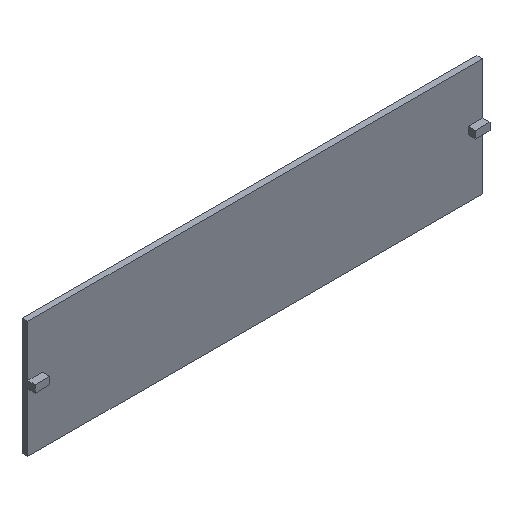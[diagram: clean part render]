
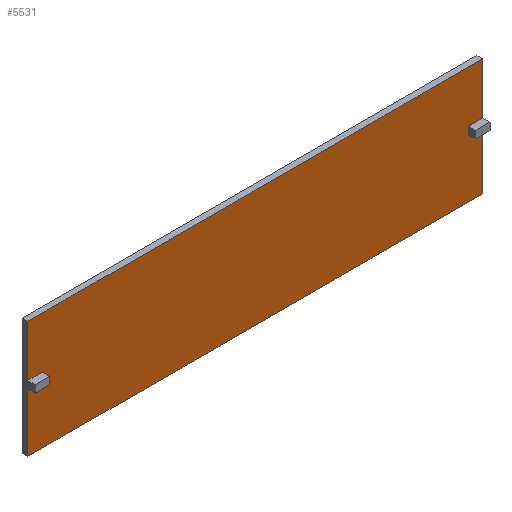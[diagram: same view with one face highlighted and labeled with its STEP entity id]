
A CAD part, isometric view. The second image highlights one B-rep face of the part: STEP entity #5531.
In plain terms, the highlighted planar face has unit normal (0, -1, 0).
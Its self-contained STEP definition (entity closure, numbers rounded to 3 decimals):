
#789=FACE_OUTER_BOUND('',#1101,.T.);
#1101=EDGE_LOOP('',(#5052,#5053,#5054,#5055,#5056,#5057,#5058,#5059,#5060,
#5061,#5062,#5063));
#1583=LINE('',#10098,#2087);
#1587=LINE('',#10106,#2091);
#1590=LINE('',#10112,#2094);
#1594=LINE('',#10120,#2098);
#1595=LINE('',#10122,#2099);
#1596=LINE('',#10124,#2100);
#1597=LINE('',#10126,#2101);
#1598=LINE('',#10128,#2102);
#1599=LINE('',#10130,#2103);
#1600=LINE('',#10132,#2104);
#1601=LINE('',#10134,#2105);
#1602=LINE('',#10135,#2106);
#2087=VECTOR('',#6418,10.);
#2091=VECTOR('',#6424,10.);
#2094=VECTOR('',#6429,10.);
#2098=VECTOR('',#6437,10.);
#2099=VECTOR('',#6438,10.);
#2100=VECTOR('',#6439,10.);
#2101=VECTOR('',#6440,10.);
#2102=VECTOR('',#6441,10.);
#2103=VECTOR('',#6442,10.);
#2104=VECTOR('',#6443,10.);
#2105=VECTOR('',#6444,10.);
#2106=VECTOR('',#6445,10.);
#2643=VERTEX_POINT('',#10096);
#2644=VERTEX_POINT('',#10097);
#2647=VERTEX_POINT('',#10105);
#2649=VERTEX_POINT('',#10111);
#2651=VERTEX_POINT('',#10119);
#2652=VERTEX_POINT('',#10121);
#2653=VERTEX_POINT('',#10123);
#2654=VERTEX_POINT('',#10125);
#2655=VERTEX_POINT('',#10127);
#2656=VERTEX_POINT('',#10129);
#2657=VERTEX_POINT('',#10131);
#2658=VERTEX_POINT('',#10133);
#3447=EDGE_CURVE('',#2643,#2644,#1583,.T.);
#3451=EDGE_CURVE('',#2644,#2647,#1587,.T.);
#3454=EDGE_CURVE('',#2647,#2649,#1590,.T.);
#3458=EDGE_CURVE('',#2649,#2651,#1594,.T.);
#3459=EDGE_CURVE('',#2651,#2652,#1595,.T.);
#3460=EDGE_CURVE('',#2652,#2653,#1596,.T.);
#3461=EDGE_CURVE('',#2653,#2654,#1597,.T.);
#3462=EDGE_CURVE('',#2654,#2655,#1598,.T.);
#3463=EDGE_CURVE('',#2655,#2656,#1599,.T.);
#3464=EDGE_CURVE('',#2656,#2657,#1600,.T.);
#3465=EDGE_CURVE('',#2657,#2658,#1601,.T.);
#3466=EDGE_CURVE('',#2658,#2643,#1602,.T.);
#5052=ORIENTED_EDGE('',*,*,#3447,.T.);
#5053=ORIENTED_EDGE('',*,*,#3451,.T.);
#5054=ORIENTED_EDGE('',*,*,#3454,.T.);
#5055=ORIENTED_EDGE('',*,*,#3458,.T.);
#5056=ORIENTED_EDGE('',*,*,#3459,.T.);
#5057=ORIENTED_EDGE('',*,*,#3460,.T.);
#5058=ORIENTED_EDGE('',*,*,#3461,.T.);
#5059=ORIENTED_EDGE('',*,*,#3462,.T.);
#5060=ORIENTED_EDGE('',*,*,#3463,.T.);
#5061=ORIENTED_EDGE('',*,*,#3464,.T.);
#5062=ORIENTED_EDGE('',*,*,#3465,.T.);
#5063=ORIENTED_EDGE('',*,*,#3466,.T.);
#5238=PLANE('',#5683);
#5531=ADVANCED_FACE('',(#789),#5238,.F.);
#5683=AXIS2_PLACEMENT_3D('',#10118,#6435,#6436);
#6418=DIRECTION('',(-1.,0.,0.));
#6424=DIRECTION('',(0.,0.,1.));
#6429=DIRECTION('',(1.,0.,0.));
#6435=DIRECTION('center_axis',(0.,1.,0.));
#6436=DIRECTION('ref_axis',(1.,0.,0.));
#6437=DIRECTION('',(0.,0.,1.));
#6438=DIRECTION('',(-1.,0.,0.));
#6439=DIRECTION('',(0.,0.,-1.));
#6440=DIRECTION('',(1.,0.,0.));
#6441=DIRECTION('',(0.,0.,-1.));
#6442=DIRECTION('',(-1.,0.,0.));
#6443=DIRECTION('',(0.,0.,-1.));
#6444=DIRECTION('',(1.,0.,0.));
#6445=DIRECTION('',(0.,0.,1.));
#10096=CARTESIAN_POINT('',(155.5,0.,20.));
#10097=CARTESIAN_POINT('',(150.5,0.,20.));
#10098=CARTESIAN_POINT('',(114.125,0.,20.));
#10105=CARTESIAN_POINT('',(150.5,0.,22.5));
#10106=CARTESIAN_POINT('',(150.5,0.,21.25));
#10111=CARTESIAN_POINT('',(155.5,0.,22.5));
#10112=CARTESIAN_POINT('',(116.625,0.,22.5));
#10118=CARTESIAN_POINT('Origin',(77.75,0.,20.));
#10119=CARTESIAN_POINT('',(155.5,0.,40.));
#10120=CARTESIAN_POINT('',(155.5,0.,0.));
#10121=CARTESIAN_POINT('',(0.,0.,40.));
#10122=CARTESIAN_POINT('',(155.5,0.,40.));
#10123=CARTESIAN_POINT('',(0.,0.,22.5));
#10124=CARTESIAN_POINT('',(0.,0.,40.));
#10125=CARTESIAN_POINT('',(5.,0.,22.5));
#10126=CARTESIAN_POINT('',(41.375,0.,22.5));
#10127=CARTESIAN_POINT('',(5.,0.,20.));
#10128=CARTESIAN_POINT('',(5.,0.,20.));
#10129=CARTESIAN_POINT('',(0.,0.,20.));
#10130=CARTESIAN_POINT('',(38.875,0.,20.));
#10131=CARTESIAN_POINT('',(0.,0.,0.));
#10132=CARTESIAN_POINT('',(0.,0.,40.));
#10133=CARTESIAN_POINT('',(155.5,0.,0.));
#10134=CARTESIAN_POINT('',(0.,0.,0.));
#10135=CARTESIAN_POINT('',(155.5,0.,0.));
